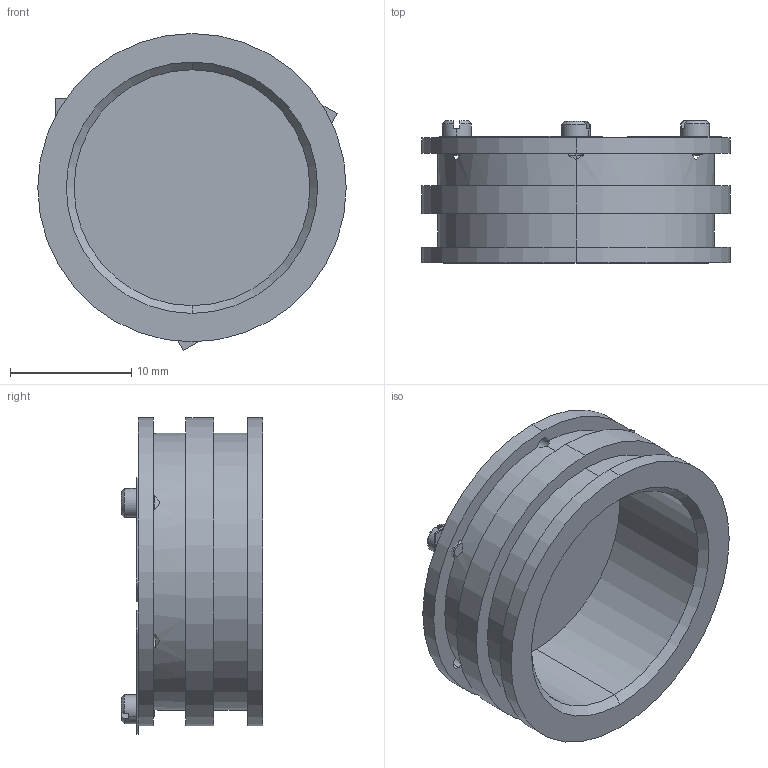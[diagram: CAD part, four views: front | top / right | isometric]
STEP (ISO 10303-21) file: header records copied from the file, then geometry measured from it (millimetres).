
FILE_DESCRIPTION (( 'STEP AP214' ), '1' );
FILE_NAME ('SN101601-01, SPFP-1-0.8_SS, PUCK ASSEMBLY.STEP', '2020-05-07T20:09:16', ( '' ), ( '' ), 'SwSTEP 2.0', 'SolidWorks 2010', '' );
FILE_SCHEMA (( 'AUTOMOTIVE_DESIGN' ));
Length unit declared in the file: inch
Products named in the file (1): SN101601-01, SPFP-1-0.8_SS, PUCK ASSEMBLY
Bounding box: 25.4 x 11.68 x 26.11 mm (x, y, z)
Surface area: 3136.5 mm2 (no closed solid volume)
Topology: 0 solids, 11 shells, 95 faces, 270 edges, 186 vertices
Faces by surface type: plane 45, cylinder 36, cone 14
Entity records: 4524 total; most frequent: CARTESIAN_POINT 692, DIRECTION 576, ORIENTED_EDGE 490, EDGE_CURVE 270, AXIS2_PLACEMENT_3D 230, VERTEX_POINT 186, CIRCLE 134, VECTOR 116
